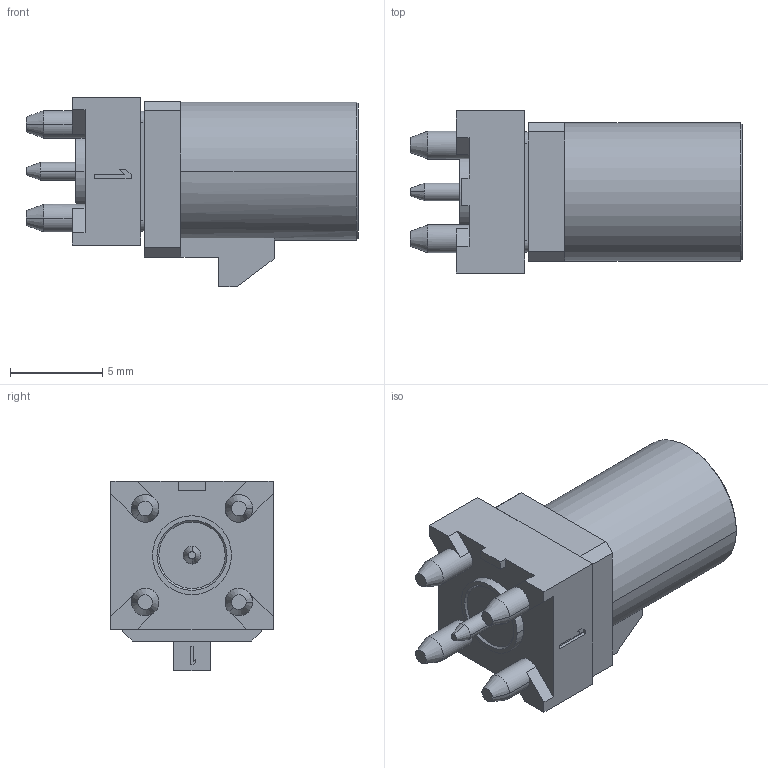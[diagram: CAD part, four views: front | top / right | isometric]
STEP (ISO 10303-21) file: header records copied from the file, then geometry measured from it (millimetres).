
FILE_DESCRIPTION((''),'2;1');
FILE_NAME('2FA1-NXSP-PCBB6_SW0001','2019-04-01T',('Kaviyarasan'),(''),'CREO PARAMETRIC BY PTC INC, 2017020','CREO PARAMETRIC BY PTC INC, 2017020','');
FILE_SCHEMA(('CONFIG_CONTROL_DESIGN'));
Length unit declared in the file: inch
Products named in the file (1): 2FA1-NXSP-PCBB6_SW0001
Bounding box: 18 x 8.8 x 10.25 mm (x, y, z)
Volume: 594.6 mm3; surface area: 1021.5 mm2
Topology: 1 solids, 1 shells, 185 faces, 507 edges, 330 vertices
Faces by surface type: plane 94, cylinder 55, cone 25, torus 11
Entity records: 6036 total; most frequent: CARTESIAN_POINT 1181, DIRECTION 1023, ORIENTED_EDGE 1014, EDGE_CURVE 507, AXIS2_PLACEMENT_3D 361, VERTEX_POINT 330, VECTOR 301, LINE 301
